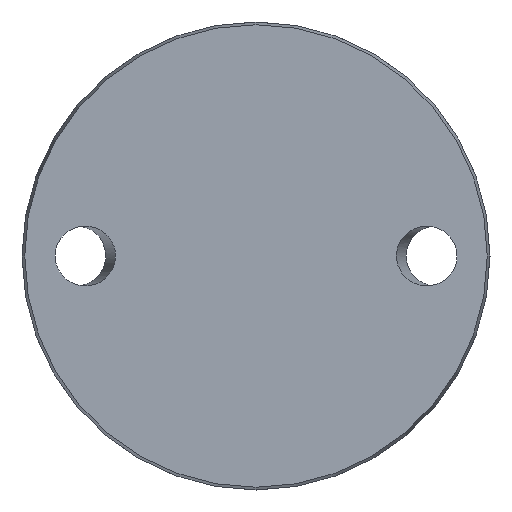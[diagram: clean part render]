
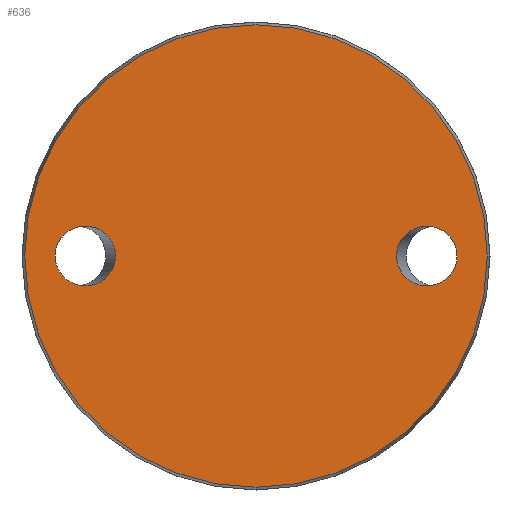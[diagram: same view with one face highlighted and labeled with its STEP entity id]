
A CAD part, front view. The second image highlights one B-rep face of the part: STEP entity #636.
In plain terms, the highlighted planar face has unit normal (0, -1, 0).
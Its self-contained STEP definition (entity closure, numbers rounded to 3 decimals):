
#25 = EDGE_LOOP ( 'NONE', ( #855 ) ) ;
#75 = DIRECTION ( 'NONE',  ( 0., 0., -1. ) ) ;
#85 = CIRCLE ( 'NONE', #729, 48.425 ) ;
#104 = CARTESIAN_POINT ( 'NONE',  ( -29.413, 0., -12.5 ) ) ;
#121 = FACE_BOUND ( 'NONE', #277, .T. ) ;
#164 = EDGE_CURVE ( 'NONE', #825, #825, #899, .T. ) ;
#189 = CARTESIAN_POINT ( 'NONE',  ( -42.087, 0., 12.5 ) ) ;
#194 = EDGE_LOOP ( 'NONE', ( #323 ) ) ;
#266 = CARTESIAN_POINT ( 'NONE',  ( -29.413, 0., 12.5 ) ) ;
#277 = EDGE_LOOP ( 'NONE', ( #956 ) ) ;
#278 = EDGE_CURVE ( 'NONE', #819, #819, #564, .T. ) ;
#323 = ORIENTED_EDGE ( 'NONE', *, *, #278, .T. ) ;
#348 = CARTESIAN_POINT ( 'NONE',  ( -42.087, 0., -12.5 ) ) ;
#356 = FACE_BOUND ( 'NONE', #194, .T. ) ;
#361 = PLANE ( 'NONE',  #650 ) ;
#368 = CARTESIAN_POINT ( 'NONE',  ( 0., 0., -48.425 ) ) ;
#385 = DIRECTION ( 'NONE',  ( 0., -1., 0. ) ) ;
#470 = CARTESIAN_POINT ( 'NONE',  ( 29.413, 0., 0. ) ) ;
#475 = CARTESIAN_POINT ( 'NONE',  ( 42.087, 0., -12.5 ) ) ;
#482 = CARTESIAN_POINT ( 'NONE',  ( 29.413, 0., 0. ) ) ;
#499 = EDGE_CURVE ( 'NONE', #675, #675, #85, .T. ) ;
#504 = CARTESIAN_POINT ( 'NONE',  ( -29.413, 0., 0. ) ) ;
#526 = CARTESIAN_POINT ( 'NONE',  ( -42.087, 0., 0. ) ) ;
#543 = CARTESIAN_POINT ( 'NONE',  ( 29.413, 0., 12.5 ) ) ;
#564 =( BOUNDED_CURVE ( )  B_SPLINE_CURVE ( 3, ( #945, #189, #266, #504, #104, #348, #656 ),
 .UNSPECIFIED., .T., .T. ) 
 B_SPLINE_CURVE_WITH_KNOTS ( ( 4, 3, 4 ),
 ( 0., 3.142, 6.283 ),
 .UNSPECIFIED. ) 
 CURVE ( )  GEOMETRIC_REPRESENTATION_ITEM ( )  RATIONAL_B_SPLINE_CURVE ( ( 1., 0.333, 0.333, 1., 0.333, 0.333, 1. ) ) 
 REPRESENTATION_ITEM ( '' )  );
#576 = CARTESIAN_POINT ( 'NONE',  ( 29.413, 0., 0. ) ) ;
#636 = ADVANCED_FACE ( 'NONE', ( #356, #121, #959 ), #361, .F. ) ;
#650 = AXIS2_PLACEMENT_3D ( 'NONE', #830, #968, #897 ) ;
#656 = CARTESIAN_POINT ( 'NONE',  ( -42.087, 0., 0. ) ) ;
#675 = VERTEX_POINT ( 'NONE', #368 ) ;
#695 = CARTESIAN_POINT ( 'NONE',  ( 42.087, 0., 0. ) ) ;
#705 = CARTESIAN_POINT ( 'NONE',  ( 42.087, 0., 12.5 ) ) ;
#729 = AXIS2_PLACEMENT_3D ( 'NONE', #850, #385, #75 ) ;
#786 = CARTESIAN_POINT ( 'NONE',  ( 29.413, 0., -12.5 ) ) ;
#819 = VERTEX_POINT ( 'NONE', #526 ) ;
#825 = VERTEX_POINT ( 'NONE', #576 ) ;
#830 = CARTESIAN_POINT ( 'NONE',  ( -48.425, 0., 0. ) ) ;
#850 = CARTESIAN_POINT ( 'NONE',  ( 0., 0., 0. ) ) ;
#855 = ORIENTED_EDGE ( 'NONE', *, *, #499, .T. ) ;
#897 = DIRECTION ( 'NONE',  ( 0., 0., 1. ) ) ;
#899 =( BOUNDED_CURVE ( )  B_SPLINE_CURVE ( 3, ( #482, #786, #475, #695, #705, #543, #470 ),
 .UNSPECIFIED., .T., .F. ) 
 B_SPLINE_CURVE_WITH_KNOTS ( ( 4, 3, 4 ),
 ( 0., 3.142, 6.283 ),
 .UNSPECIFIED. ) 
 CURVE ( )  GEOMETRIC_REPRESENTATION_ITEM ( )  RATIONAL_B_SPLINE_CURVE ( ( 1., 0.333, 0.333, 1., 0.333, 0.333, 1. ) ) 
 REPRESENTATION_ITEM ( '' )  );
#945 = CARTESIAN_POINT ( 'NONE',  ( -42.087, 0., 0. ) ) ;
#956 = ORIENTED_EDGE ( 'NONE', *, *, #164, .F. ) ;
#959 = FACE_OUTER_BOUND ( 'NONE', #25, .T. ) ;
#968 = DIRECTION ( 'NONE',  ( 0., 1., 0. ) ) ;
